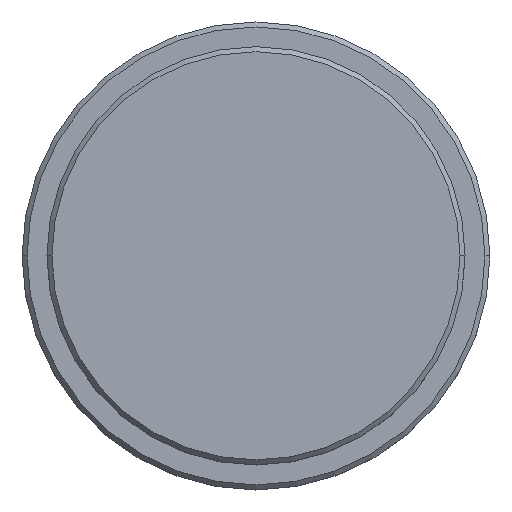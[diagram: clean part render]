
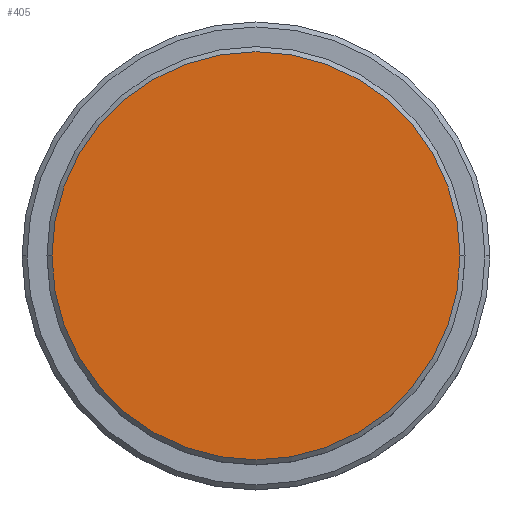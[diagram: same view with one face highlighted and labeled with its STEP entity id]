
A CAD part, top view. The second image highlights one B-rep face of the part: STEP entity #405.
In plain terms, the highlighted planar face has unit normal (0, 0, 1).
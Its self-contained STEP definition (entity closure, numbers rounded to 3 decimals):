
#46 = EDGE_CURVE ( 'NONE', #360, #93, #236, .T. ) ;
#93 = VERTEX_POINT ( 'NONE', #800 ) ;
#172 = DIRECTION ( 'NONE',  ( 1., 0., 0. ) ) ;
#236 = CIRCLE ( 'NONE', #766, 20.5 ) ;
#360 = VERTEX_POINT ( 'NONE', #612 ) ;
#405 = ADVANCED_FACE ( 'NONE', ( #1297 ), #530, .T. ) ;
#438 = ORIENTED_EDGE ( 'NONE', *, *, #46, .T. ) ;
#441 = CARTESIAN_POINT ( 'NONE',  ( 0., 0., 0. ) ) ;
#530 = PLANE ( 'NONE',  #1017 ) ;
#556 = DIRECTION ( 'NONE',  ( 1., 0., 0. ) ) ;
#612 = CARTESIAN_POINT ( 'NONE',  ( -20.5, 0., 0. ) ) ;
#720 = CIRCLE ( 'NONE', #1081, 20.5 ) ;
#766 = AXIS2_PLACEMENT_3D ( 'NONE', #785, #983, #1088 ) ;
#785 = CARTESIAN_POINT ( 'NONE',  ( 0., 0., 0. ) ) ;
#797 = EDGE_CURVE ( 'NONE', #93, #360, #720, .T. ) ;
#800 = CARTESIAN_POINT ( 'NONE',  ( 20.5, 0., 0. ) ) ;
#879 = EDGE_LOOP ( 'NONE', ( #438, #1068 ) ) ;
#983 = DIRECTION ( 'NONE',  ( 0., 0., 1. ) ) ;
#1017 = AXIS2_PLACEMENT_3D ( 'NONE', #441, #1085, #556 ) ;
#1056 = CARTESIAN_POINT ( 'NONE',  ( 0., 0., 0. ) ) ;
#1068 = ORIENTED_EDGE ( 'NONE', *, *, #797, .T. ) ;
#1081 = AXIS2_PLACEMENT_3D ( 'NONE', #1056, #1270, #172 ) ;
#1085 = DIRECTION ( 'NONE',  ( 0., 0., 1. ) ) ;
#1088 = DIRECTION ( 'NONE',  ( 1., 0., 0. ) ) ;
#1270 = DIRECTION ( 'NONE',  ( 0., 0., 1. ) ) ;
#1297 = FACE_OUTER_BOUND ( 'NONE', #879, .T. ) ;
